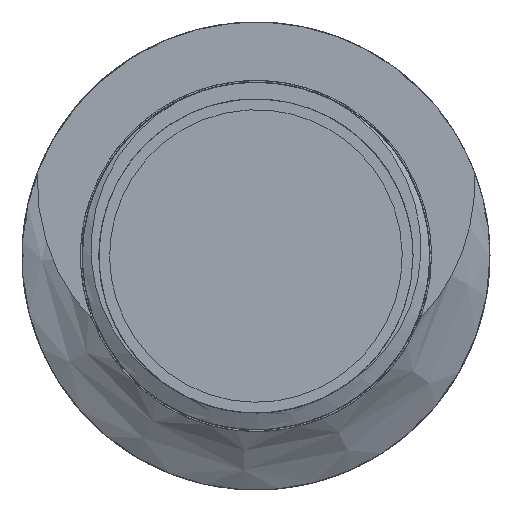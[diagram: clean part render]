
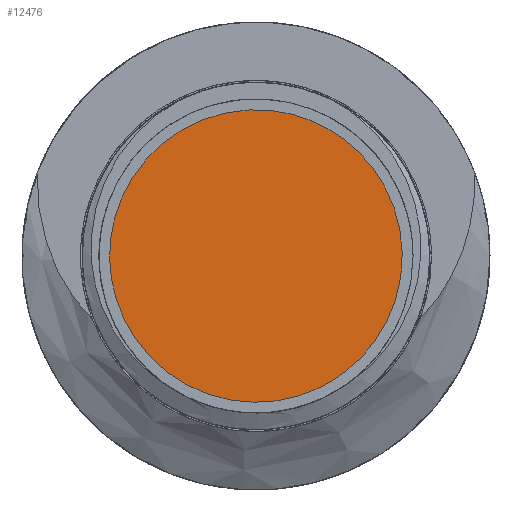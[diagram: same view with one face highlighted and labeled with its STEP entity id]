
A CAD part, front view. The second image highlights one B-rep face of the part: STEP entity #12476.
In plain terms, the highlighted free-form (B-spline) face has degree [1, 1] with [2, 2] control points.
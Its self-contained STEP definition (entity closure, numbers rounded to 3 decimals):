
#12441 = VERTEX_POINT('',#12442);
#12442 = CARTESIAN_POINT('',(-48.004,0.,32.492));
#12447 = EDGE_CURVE('',#12441,#12441,#12448,.T.);
#12448 = ( BOUNDED_CURVE() B_SPLINE_CURVE(2,(#12449,#12450,#12451,#12452
    ,#12453,#12454,#12455),.UNSPECIFIED.,.T.,.F.) 
B_SPLINE_CURVE_WITH_KNOTS((3,2,2,3),(3.142,5.236,
7.33,9.425),.PIECEWISE_BEZIER_KNOTS.) CURVE() 
GEOMETRIC_REPRESENTATION_ITEM() RATIONAL_B_SPLINE_CURVE((1.,0.5,1.,0.5,
1.,0.5,1.)) REPRESENTATION_ITEM('') );
#12449 = CARTESIAN_POINT('',(-48.004,0.,32.492));
#12450 = CARTESIAN_POINT('',(-48.004,0.,43.116));
#12451 = CARTESIAN_POINT('',(-38.803,0.,37.804));
#12452 = CARTESIAN_POINT('',(-29.602,0.,32.492));
#12453 = CARTESIAN_POINT('',(-38.803,0.,27.179));
#12454 = CARTESIAN_POINT('',(-48.004,0.,21.867));
#12455 = CARTESIAN_POINT('',(-48.004,0.,32.492));
#12476 = ADVANCED_FACE('',(#12477),#12480,.F.);
#12477 = FACE_BOUND('',#12478,.T.);
#12478 = EDGE_LOOP('',(#12479));
#12479 = ORIENTED_EDGE('',*,*,#12447,.F.);
#12480 = B_SPLINE_SURFACE_WITH_KNOTS('',1,1,(
    (#12481,#12482)
    ,(#12483,#12484
    )),.UNSPECIFIED.,.F.,.F.,.F.,(2,2),(2,2),(-5.,5.),(-5.,5.),
  .PIECEWISE_BEZIER_KNOTS.);
#12481 = CARTESIAN_POINT('',(-48.004,0.,38.625));
#12482 = CARTESIAN_POINT('',(-48.004,0.,26.358));
#12483 = CARTESIAN_POINT('',(-35.736,0.,38.625));
#12484 = CARTESIAN_POINT('',(-35.736,0.,26.358));
